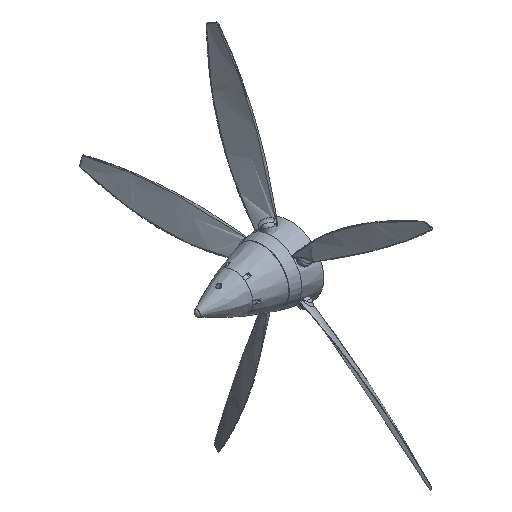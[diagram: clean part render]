
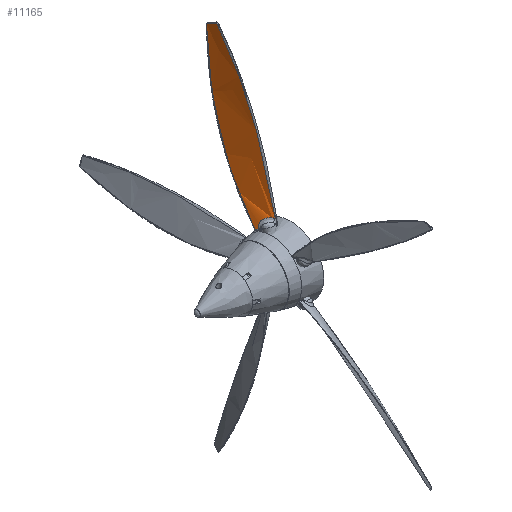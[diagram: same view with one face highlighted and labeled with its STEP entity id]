
A CAD part, isometric view. The second image highlights one B-rep face of the part: STEP entity #11165.
In plain terms, the highlighted free-form (B-spline) face has degree [3, 3] with [4, 4] control points.
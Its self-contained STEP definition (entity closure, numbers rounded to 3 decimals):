
#10772 = VERTEX_POINT('',#10773);
#10773 = CARTESIAN_POINT('',(-37.028,14.316,
    24.572));
#10928 = VERTEX_POINT('',#10929);
#10929 = CARTESIAN_POINT('',(-35.473,12.082,
    25.361));
#10985 = EDGE_CURVE('',#10772,#10928,#10986,.T.);
#10986 = B_SPLINE_CURVE_WITH_KNOTS('',3,(#10987,#10988,#10989,#10990),
  .UNSPECIFIED.,.F.,.F.,(4,4),(-0.272,0.),
  .PIECEWISE_BEZIER_KNOTS.);
#10987 = CARTESIAN_POINT('',(-37.028,14.316,
    24.572));
#10988 = CARTESIAN_POINT('',(-36.558,13.545,
    24.849));
#10989 = CARTESIAN_POINT('',(-36.037,12.798,
    25.113));
#10990 = CARTESIAN_POINT('',(-35.473,12.082,
    25.361));
#11123 = EDGE_CURVE('',#10928,#11124,#11126,.T.);
#11124 = VERTEX_POINT('',#11125);
#11125 = CARTESIAN_POINT('',(-35.457,12.364,
    25.951));
#11126 = B_SPLINE_CURVE_WITH_KNOTS('',3,(#11127,#11128,#11129,#11130),
  .UNSPECIFIED.,.F.,.F.,(4,4),(0.109,0.174),
  .PIECEWISE_BEZIER_KNOTS.);
#11127 = CARTESIAN_POINT('',(-35.473,12.082,
    25.361));
#11128 = CARTESIAN_POINT('',(-35.468,12.177,
    25.558));
#11129 = CARTESIAN_POINT('',(-35.462,12.271,
    25.754));
#11130 = CARTESIAN_POINT('',(-35.457,12.364,
    25.951));
#11165 = ADVANCED_FACE('',(#11166),#11222,.T.);
#11166 = FACE_BOUND('',#11167,.T.);
#11167 = EDGE_LOOP('',(#11168,#11169,#11170,#11185,#11201,#11210));
#11168 = ORIENTED_EDGE('',*,*,#10985,.T.);
#11169 = ORIENTED_EDGE('',*,*,#11123,.T.);
#11170 = ORIENTED_EDGE('',*,*,#11171,.T.);
#11171 = EDGE_CURVE('',#11124,#11172,#11174,.T.);
#11172 = VERTEX_POINT('',#11173);
#11173 = CARTESIAN_POINT('',(-26.7,6.296,
    31.885));
#11174 = B_SPLINE_CURVE_WITH_KNOTS('',3,(#11175,#11176,#11177,#11178,
    #11179,#11180,#11181,#11182,#11183,#11184),.UNSPECIFIED.,.F.,.F.,(4,
    1,1,1,1,1,1,4),(0.181,0.416,0.533,
    0.884,1.119,1.353,1.587,
    1.821),.UNSPECIFIED.);
#11175 = CARTESIAN_POINT('',(-35.457,12.364,
    25.951));
#11176 = CARTESIAN_POINT('',(-35.437,12.702,
    26.66));
#11177 = CARTESIAN_POINT('',(-35.236,12.995,
    27.824));
#11178 = CARTESIAN_POINT('',(-34.382,12.863,
    30.001));
#11179 = CARTESIAN_POINT('',(-33.048,11.903,
    31.675));
#11180 = CARTESIAN_POINT('',(-31.262,10.339,
    32.684));
#11181 = CARTESIAN_POINT('',(-29.659,8.929,
    33.107));
#11182 = CARTESIAN_POINT('',(-28.049,7.513,
    32.943));
#11183 = CARTESIAN_POINT('',(-27.099,6.665,
    32.321));
#11184 = CARTESIAN_POINT('',(-26.7,6.296,
    31.885));
#11185 = ORIENTED_EDGE('',*,*,#11186,.T.);
#11186 = EDGE_CURVE('',#11172,#11187,#11189,.T.);
#11187 = VERTEX_POINT('',#11188);
#11188 = CARTESIAN_POINT('',(-33.398,52.014,
    164.006));
#11189 = B_SPLINE_CURVE_WITH_KNOTS('',3,(#11190,#11191,#11192,#11193,
    #11194,#11195,#11196,#11197,#11198,#11199,#11200),.UNSPECIFIED.,.F.,
  .F.,(4,1,1,1,1,1,1,1,4),(0.53,2.115,4.192,
    8.345,10.422,12.498,13.537,
    14.056,14.575),.UNSPECIFIED.);
#11190 = CARTESIAN_POINT('',(-26.702,6.293,
    31.886));
#11191 = CARTESIAN_POINT('',(-26.588,7.548,
    37.024));
#11192 = CARTESIAN_POINT('',(-26.3,10.577,
    48.845));
#11193 = CARTESIAN_POINT('',(-26.09,17.439,
    73.974));
#11194 = CARTESIAN_POINT('',(-26.837,25.719,
    100.395));
#11195 = CARTESIAN_POINT('',(-28.703,35.26,
    126.321));
#11196 = CARTESIAN_POINT('',(-30.34,41.796,
    142.262));
#11197 = CARTESIAN_POINT('',(-31.751,46.714,
    153.241));
#11198 = CARTESIAN_POINT('',(-32.647,49.66,
    159.437));
#11199 = CARTESIAN_POINT('',(-33.133,51.198,
    162.501));
#11200 = CARTESIAN_POINT('',(-33.398,52.014,
    164.006));
#11201 = ORIENTED_EDGE('',*,*,#11202,.T.);
#11202 = EDGE_CURVE('',#11187,#11203,#11205,.T.);
#11203 = VERTEX_POINT('',#11204);
#11204 = CARTESIAN_POINT('',(-36.181,58.502,
    161.778));
#11205 = B_SPLINE_CURVE_WITH_KNOTS('',3,(#11206,#11207,#11208,#11209),
  .UNSPECIFIED.,.F.,.F.,(4,4),(-0.856,-0.116),
  .PIECEWISE_BEZIER_KNOTS.);
#11206 = CARTESIAN_POINT('',(-33.398,52.014,
    164.006));
#11207 = CARTESIAN_POINT('',(-34.324,54.177,
    163.261));
#11208 = CARTESIAN_POINT('',(-35.251,56.339,
    162.518));
#11209 = CARTESIAN_POINT('',(-36.181,58.502,
    161.778));
#11210 = ORIENTED_EDGE('',*,*,#11211,.T.);
#11211 = EDGE_CURVE('',#11203,#10772,#11212,.T.);
#11212 = B_SPLINE_CURVE_WITH_KNOTS('',3,(#11213,#11214,#11215,#11216,
    #11217,#11218,#11219,#11220,#11221),.UNSPECIFIED.,.F.,.F.,(4,1,1,1,1
    ,1,4),(-14.663,-12.583,-10.504,
    -8.425,-6.345,-3.226,-0.107),
  .UNSPECIFIED.);
#11213 = CARTESIAN_POINT('',(-36.181,58.502,
    161.778));
#11214 = CARTESIAN_POINT('',(-36.505,57.915,
    154.879));
#11215 = CARTESIAN_POINT('',(-37.175,56.48,
    141.09));
#11216 = CARTESIAN_POINT('',(-38.067,53.21,
    120.573));
#11217 = CARTESIAN_POINT('',(-38.673,48.514,
    100.28));
#11218 = CARTESIAN_POINT('',(-38.937,41.255,
    77.123));
#11219 = CARTESIAN_POINT('',(-38.542,30.315,
    51.44));
#11220 = CARTESIAN_POINT('',(-37.625,19.944,
    33.294));
#11221 = CARTESIAN_POINT('',(-37.028,14.316,
    24.572));
#11222 = B_SPLINE_SURFACE_WITH_KNOTS('',3,3,(
    (#11223,#11224,#11225,#11226)
    ,(#11227,#11228,#11229,#11230)
    ,(#11231,#11232,#11233,#11234)
    ,(#11235,#11236,#11237,#11238
    )),.UNSPECIFIED.,.F.,.F.,.F.,(4,4),(4,4),(0.016,
    0.947),(0.007,0.998),
  .PIECEWISE_BEZIER_KNOTS.);
#11223 = CARTESIAN_POINT('',(-37.028,14.316,
    24.572));
#11224 = CARTESIAN_POINT('',(-39.893,41.199,
    66.168));
#11225 = CARTESIAN_POINT('',(-39.736,56.218,
    111.803));
#11226 = CARTESIAN_POINT('',(-36.557,59.375,
    161.476));
#11227 = CARTESIAN_POINT('',(-34.678,10.444,
    25.908));
#11228 = CARTESIAN_POINT('',(-34.713,32.976,
    69.006));
#11229 = CARTESIAN_POINT('',(-34.945,48.355,
    114.516));
#11230 = CARTESIAN_POINT('',(-35.36,56.595,
    162.435));
#11231 = CARTESIAN_POINT('',(-31.078,7.261,
    27.006));
#11232 = CARTESIAN_POINT('',(-29.727,24.644,
    71.881));
#11233 = CARTESIAN_POINT('',(-30.761,40.156,
    117.345));
#11234 = CARTESIAN_POINT('',(-34.167,53.813,
    163.395));
#11235 = CARTESIAN_POINT('',(-26.871,5.319,
    27.676));
#11236 = CARTESIAN_POINT('',(-24.837,16.118,
    74.823));
#11237 = CARTESIAN_POINT('',(-26.873,31.355,
    120.383));
#11238 = CARTESIAN_POINT('',(-32.976,51.028,
    164.357));
